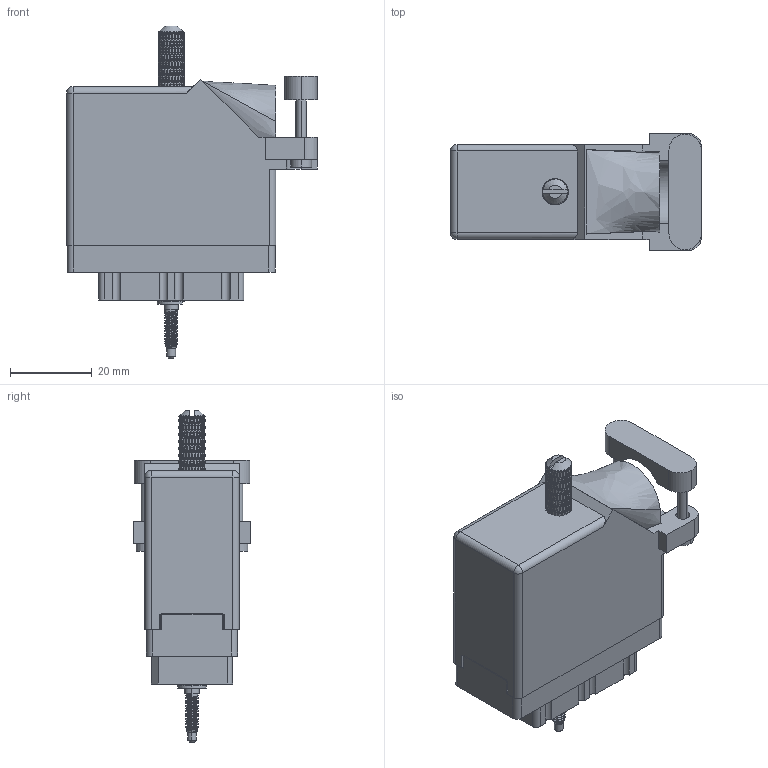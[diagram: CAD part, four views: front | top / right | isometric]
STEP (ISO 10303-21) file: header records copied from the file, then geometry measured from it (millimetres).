
FILE_DESCRIPTION (( 'STEP AP203' ), '1' );
FILE_NAME ('519-036-501-445.STEP', '2020-09-09T20:59:59', ( '' ), ( '' ), 'SwSTEP 2.0', 'SolidWorks 2020', '' );
FILE_SCHEMA (( 'CONFIG_CONTROL_DESIGN' ));
Length unit declared in the file: inch
Products named in the file (9): 519 Receptacle Insulator_036; 516-253-035-100; 519-036-501-445; 516-230-001_Plastic - 038 Side Entry - Large Clamp; 516-251-035-100; 516-250-038-111; 516-253-138-107; Actuating Screw Assy 038-056; 516-292-001_501 Contact
Assembly tree (44 placements, depth 3):
  519-036-501-445
    519 Receptacle Insulator_036
    516-292-001_501 Contact  x36
    Actuating Screw Assy 038-056
      516-251-035-100
      516-253-035-100  x2
      516-253-138-107
      516-250-038-111
    516-230-001_Plastic - 038 Side Entry - Large Clamp
Bounding box: 61.21 x 28.57 x 81.03 mm (x, y, z)
Volume: 25635.4 mm3; surface area: 37127.4 mm2
Topology: 43 solids, 43 shells, 4920 faces, 13189 edges, 8378 vertices
Faces by surface type: plane 2208, cylinder 1465, bspline 1225, cone 20, sphere 2
Entity records: 101763 total; most frequent: CARTESIAN_POINT 54418, ORIENTED_EDGE 11790, DIRECTION 6951, EDGE_CURVE 5895, VERTEX_POINT 3540, EDGE_LOOP 2517, ADVANCED_FACE 2394, FACE_OUTER_BOUND 2394
